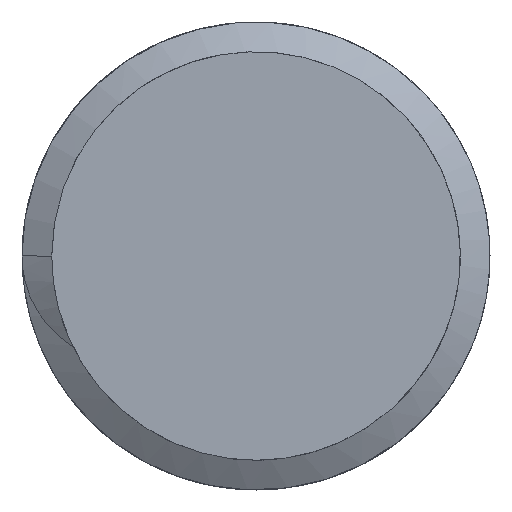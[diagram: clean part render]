
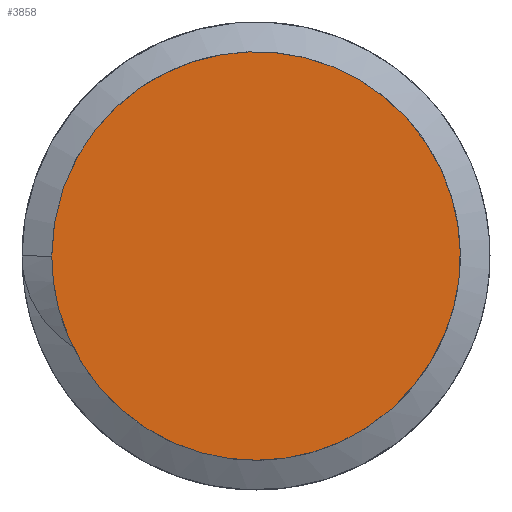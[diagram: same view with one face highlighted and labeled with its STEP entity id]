
A CAD part, left-side view. The second image highlights one B-rep face of the part: STEP entity #3858.
In plain terms, the highlighted free-form (B-spline) face has degree [1, 1] with [2, 2] control points.
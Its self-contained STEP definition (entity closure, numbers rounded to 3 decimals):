
#3802=CARTESIAN_POINT('',(-1.,5.35,0.));
#3803=VERTEX_POINT('',#3802);
#3820=CARTESIAN_POINT('',(-1.,5.35,0.));
#3821=CARTESIAN_POINT('',(-1.,5.35,5.35));
#3822=CARTESIAN_POINT('',(-1.,0.,5.35));
#3823=CARTESIAN_POINT('',(-1.,-5.35,5.35));
#3824=CARTESIAN_POINT('',(-1.,-5.35,0.));
#3825=CARTESIAN_POINT('',(-1.,-5.35,-5.35));
#3826=CARTESIAN_POINT('',(-1.,0.,-5.35));
#3827=CARTESIAN_POINT('',(-1.,5.35,-5.35));
#3828=CARTESIAN_POINT('',(-1.,5.35,0.));
#3829=(BOUNDED_CURVE()B_SPLINE_CURVE(2,(#3820,#3821,#3822,#3823,#3824,#3825,#3826,#3827,#3828),.CIRCULAR_ARC.,.T.,.U.)B_SPLINE_CURVE_WITH_KNOTS((3,2,2,2,3),(0.,0.25,0.5,0.75,1.),.UNSPECIFIED.)CURVE()GEOMETRIC_REPRESENTATION_ITEM()RATIONAL_B_SPLINE_CURVE((1.,0.707,1.,0.707,1.,0.707,1.,0.707,1.))REPRESENTATION_ITEM(''));
#3830=EDGE_CURVE('',#3803,#3803,#3829,.T.);
#3850=CARTESIAN_POINT('',(-1.,-16.05,16.05));
#3851=CARTESIAN_POINT('',(-1.,-16.05,-16.05));
#3852=CARTESIAN_POINT('',(-1.,16.05,16.05));
#3853=CARTESIAN_POINT('',(-1.,16.05,-16.05));
#3854=B_SPLINE_SURFACE_WITH_KNOTS('',1,1,((#3850,#3851),(#3852,#3853)),.PLANE_SURF.,.F.,.F.,.U.,(2,2),(2,2),(-1.,2.),(-1.,2.),.UNSPECIFIED.);
#3855=ORIENTED_EDGE('',*,*,#3830,.F.);
#3856=EDGE_LOOP('',(#3855));
#3857=FACE_OUTER_BOUND('',#3856,.T.);
#3858=ADVANCED_FACE('',(#3857),#3854,.T.);
